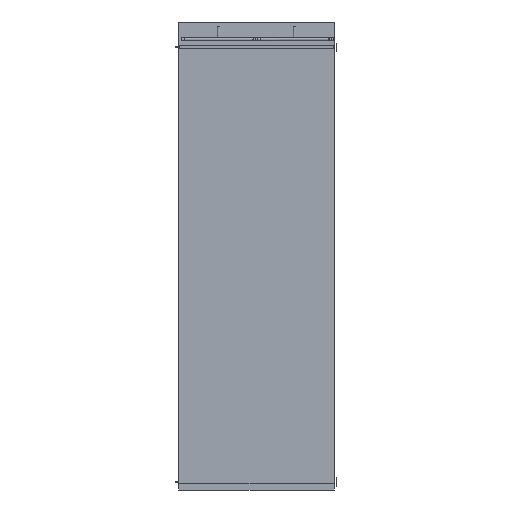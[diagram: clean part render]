
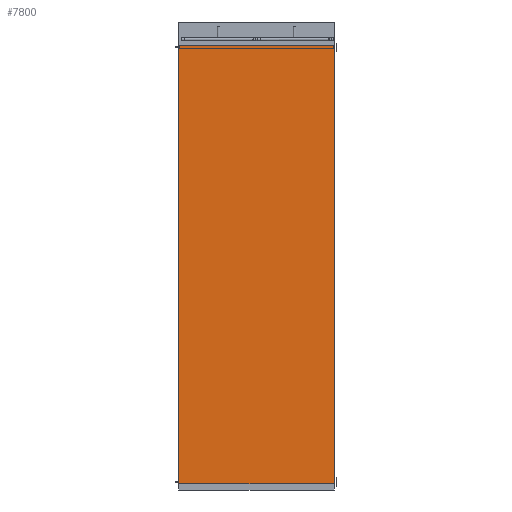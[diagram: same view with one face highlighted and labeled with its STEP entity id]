
A CAD part, front view. The second image highlights one B-rep face of the part: STEP entity #7800.
In plain terms, the highlighted planar face has unit normal (0, -1, 0).
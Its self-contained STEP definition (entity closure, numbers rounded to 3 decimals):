
#1146 = EDGE_CURVE ( 'NONE', #5426, #3161, #2105, .T. ) ;
#1184 = EDGE_CURVE ( 'NONE', #4332, #3161, #1934, .T. ) ;
#1934 = LINE ( 'NONE', #9977, #2024 ) ;
#1944 = VECTOR ( 'NONE', #9994, 1000. ) ;
#2024 = VECTOR ( 'NONE', #9979, 1000. ) ;
#2105 = LINE ( 'NONE', #10023, #1944 ) ;
#2227 = EDGE_CURVE ( 'NONE', #4635, #5426, #8581, .T. ) ;
#2713 = DIRECTION ( 'NONE',  ( 1., 0., 0. ) ) ;
#2934 = CARTESIAN_POINT ( 'NONE',  ( -1125., 0., -6350. ) ) ;
#3161 = VERTEX_POINT ( 'NONE', #9554 ) ;
#4332 = VERTEX_POINT ( 'NONE', #8856 ) ;
#4549 = FACE_OUTER_BOUND ( 'NONE', #7019, .T. ) ;
#4635 = VERTEX_POINT ( 'NONE', #8682 ) ;
#5005 = AXIS2_PLACEMENT_3D ( 'NONE', #12020, #12007, #11992 ) ;
#5426 = VERTEX_POINT ( 'NONE', #8232 ) ;
#7019 = EDGE_LOOP ( 'NONE', ( #12447, #10143, #10072, #10252 ) ) ;
#7800 = ADVANCED_FACE ( 'NONE', ( #4549 ), #12104, .T. ) ;
#8232 = CARTESIAN_POINT ( 'NONE',  ( 1125., 0., -6350. ) ) ;
#8436 = VECTOR ( 'NONE', #2713, 1000. ) ;
#8581 = LINE ( 'NONE', #2934, #8436 ) ;
#8682 = CARTESIAN_POINT ( 'NONE',  ( -1125., 0., -6350. ) ) ;
#8856 = CARTESIAN_POINT ( 'NONE',  ( -1125., 0., 0. ) ) ;
#9554 = CARTESIAN_POINT ( 'NONE',  ( 1125., 0., 0. ) ) ;
#9795 = VECTOR ( 'NONE', #10861, 1000. ) ;
#9894 = LINE ( 'NONE', #10885, #9795 ) ;
#9977 = CARTESIAN_POINT ( 'NONE',  ( -1125., 0., 0. ) ) ;
#9979 = DIRECTION ( 'NONE',  ( 1., 0., 0. ) ) ;
#9994 = DIRECTION ( 'NONE',  ( 0., 0., 1. ) ) ;
#10023 = CARTESIAN_POINT ( 'NONE',  ( 1125., 0., -6350. ) ) ;
#10072 = ORIENTED_EDGE ( 'NONE', *, *, #2227, .T. ) ;
#10143 = ORIENTED_EDGE ( 'NONE', *, *, #10429, .F. ) ;
#10252 = ORIENTED_EDGE ( 'NONE', *, *, #1146, .T. ) ;
#10429 = EDGE_CURVE ( 'NONE', #4635, #4332, #9894, .T. ) ;
#10861 = DIRECTION ( 'NONE',  ( 0., 0., 1. ) ) ;
#10885 = CARTESIAN_POINT ( 'NONE',  ( -1125., 0., -6350. ) ) ;
#11992 = DIRECTION ( 'NONE',  ( 0., 0., -1. ) ) ;
#12007 = DIRECTION ( 'NONE',  ( 0., -1., 0. ) ) ;
#12020 = CARTESIAN_POINT ( 'NONE',  ( -1125., 0., -6350. ) ) ;
#12104 = PLANE ( 'NONE',  #5005 ) ;
#12447 = ORIENTED_EDGE ( 'NONE', *, *, #1184, .F. ) ;
